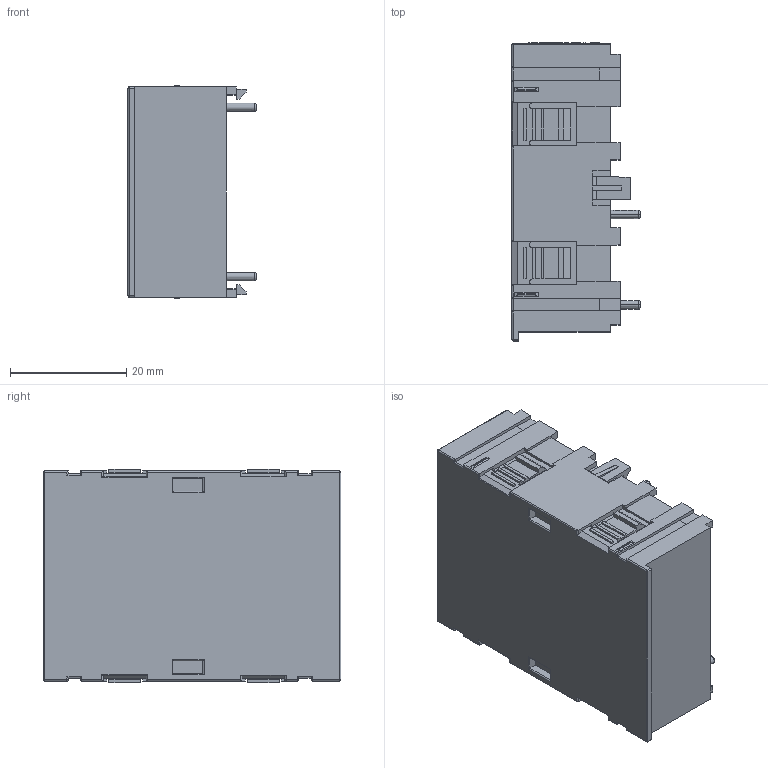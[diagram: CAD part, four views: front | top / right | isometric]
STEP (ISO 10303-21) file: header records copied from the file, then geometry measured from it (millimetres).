
FILE_DESCRIPTION((''),'2;1');
FILE_NAME('HCMXB-RTC-BD_ASM','2023-12-08T16:08:21',('YUE.WEI'),(''),'CREO PARAMETRIC BY PTC INC, 2018400','CREO PARAMETRIC BY PTC INC, 2018400','');
FILE_SCHEMA(('CONFIG_CONTROL_DESIGN','SHAPE_APPEARANCE_LAYERS_GROUPS'));
Length unit declared in the file: millimetre
Products named in the file (7): NOTHING-_15_2_20_1; BATTERY_CARD_4_23_1; LINK_CABLE_13_ASM_1_ASM; TERMINAL_ASM_5_ASM_1_ASM; HCMXB-RTC-BD_ASM_35_ASM_1_ASM; HCMXB-RTC-BD_ASM_0609_ASM_1_ASM; HCMXB-RTC-BD_ASM
Assembly tree (7 placements, depth 4):
  HCMXB-RTC-BD_ASM
    HCMXB-RTC-BD_ASM_0609_ASM_1_ASM
      HCMXB-RTC-BD_ASM_35_ASM_1_ASM
        NOTHING-_15_2_20_1
        BATTERY_CARD_4_23_1
        LINK_CABLE_13_ASM_1_ASM
        TERMINAL_ASM_5_ASM_1_ASM  x2
Bounding box: 22 x 51.15 x 36.7 mm (x, y, z)
Volume: 29996.4 mm3; surface area: 7827.3 mm2
Topology: 2 solids, 2 shells, 498 faces, 1325 edges, 841 vertices
Faces by surface type: plane 340, cylinder 83, extrusion 44, sphere 15, bspline 8, cone 4, torus 4
Entity records: 16811 total; most frequent: CARTESIAN_POINT 4523, ORIENTED_EDGE 2620, DIRECTION 2216, EDGE_CURVE 1310, VECTOR 1084, LINE 1040, VERTEX_POINT 841, AXIS2_PLACEMENT_3D 566
